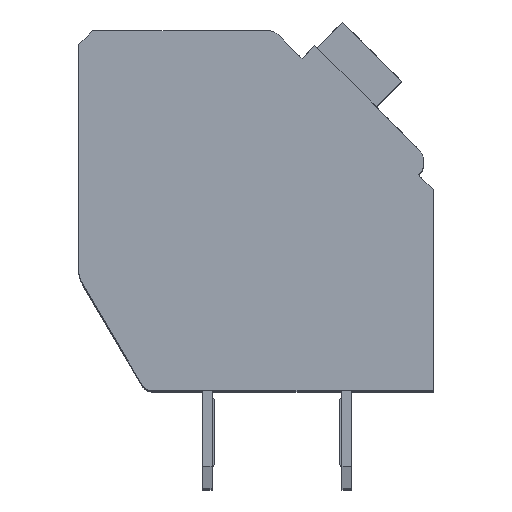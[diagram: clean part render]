
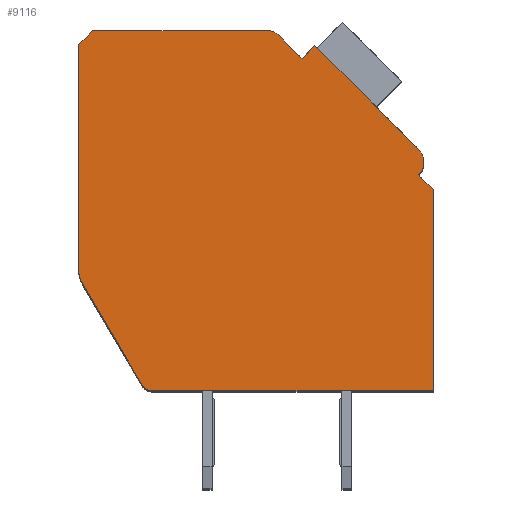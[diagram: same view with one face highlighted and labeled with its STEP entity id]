
A CAD part, top view. The second image highlights one B-rep face of the part: STEP entity #9116.
In plain terms, the highlighted planar face has unit normal (0, 0, 1).
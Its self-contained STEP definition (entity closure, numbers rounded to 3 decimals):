
#228=DIRECTION('',(0.,-1.,0.));
#229=VECTOR('',#228,8.053);
#230=CARTESIAN_POINT('',(-12.7,12.4,2.1));
#231=LINE('',#230,#229);
#232=DIRECTION('',(-0.707,-0.707,0.));
#233=VECTOR('',#232,0.707);
#234=CARTESIAN_POINT('',(-12.2,12.9,2.1));
#235=LINE('',#234,#233);
#236=DIRECTION('',(-1.,0.,0.));
#237=VECTOR('',#236,6.298);
#238=CARTESIAN_POINT('',(-5.902,12.9,2.1));
#239=LINE('',#238,#237);
#240=CARTESIAN_POINT('',(-5.902,12.4,2.1));
#241=DIRECTION('',(0.,0.,1.));
#242=DIRECTION('',(0.707,0.707,0.));
#243=AXIS2_PLACEMENT_3D('',#240,#241,#242);
#245=DIRECTION('',(-0.707,0.707,0.));
#246=VECTOR('',#245,1.197);
#247=CARTESIAN_POINT('',(-4.702,11.907,2.1));
#248=LINE('',#247,#246);
#249=DIRECTION('',(-0.707,-0.707,0.));
#250=VECTOR('',#249,0.65);
#251=CARTESIAN_POINT('',(-4.243,12.367,2.1));
#252=LINE('',#251,#250);
#253=DIRECTION('',(-0.707,0.707,0.));
#254=VECTOR('',#253,5.25);
#255=CARTESIAN_POINT('',(-0.53,8.655,2.1));
#256=LINE('',#255,#254);
#257=CARTESIAN_POINT('',(-0.99,8.195,2.1));
#258=DIRECTION('',(0.,0.,1.));
#259=DIRECTION('',(0.707,-0.707,0.));
#260=AXIS2_PLACEMENT_3D('',#257,#258,#259);
#262=DIRECTION('',(-0.707,0.707,0.));
#263=VECTOR('',#262,0.75);
#264=CARTESIAN_POINT('',(0.,7.205,2.1));
#265=LINE('',#264,#263);
#266=DIRECTION('',(0.,1.,0.));
#267=VECTOR('',#266,7.205);
#268=CARTESIAN_POINT('',(0.,0.,2.1));
#269=LINE('',#268,#267);
#270=DIRECTION('',(1.,0.,0.));
#271=VECTOR('',#270,10.014);
#272=CARTESIAN_POINT('',(-10.014,0.,2.1));
#273=LINE('',#272,#271);
#274=CARTESIAN_POINT('',(-10.014,0.5,2.1));
#275=DIRECTION('',(0.,0.,1.));
#276=DIRECTION('',(-0.862,-0.508,0.));
#277=AXIS2_PLACEMENT_3D('',#274,#275,#276);
#279=DIRECTION('',(0.508,-0.862,0.));
#280=VECTOR('',#279,4.17);
#281=CARTESIAN_POINT('',(-12.562,3.839,2.1));
#282=LINE('',#281,#280);
#283=CARTESIAN_POINT('',(-11.7,4.347,2.1));
#284=DIRECTION('',(0.,0.,1.));
#285=DIRECTION('',(-1.,0.,0.));
#286=AXIS2_PLACEMENT_3D('',#283,#284,#285);
#6815=CARTESIAN_POINT('',(-12.7,12.4,2.1));
#6816=CARTESIAN_POINT('',(-12.7,4.347,2.1));
#6817=VERTEX_POINT('',#6815);
#6818=VERTEX_POINT('',#6816);
#6819=CARTESIAN_POINT('',(-12.562,3.839,2.1));
#6820=VERTEX_POINT('',#6819);
#6821=CARTESIAN_POINT('',(-10.445,0.246,2.1));
#6822=VERTEX_POINT('',#6821);
#6823=CARTESIAN_POINT('',(-10.014,0.,2.1));
#6824=VERTEX_POINT('',#6823);
#6825=CARTESIAN_POINT('',(0.,0.,2.1));
#6826=VERTEX_POINT('',#6825);
#6827=CARTESIAN_POINT('',(0.,7.205,2.1));
#6828=VERTEX_POINT('',#6827);
#6829=CARTESIAN_POINT('',(-0.53,7.735,2.1));
#6830=VERTEX_POINT('',#6829);
#6831=CARTESIAN_POINT('',(-0.53,8.655,2.1));
#6832=VERTEX_POINT('',#6831);
#6833=CARTESIAN_POINT('',(-4.243,12.367,2.1));
#6834=VERTEX_POINT('',#6833);
#6835=CARTESIAN_POINT('',(-4.702,11.907,2.1));
#6836=VERTEX_POINT('',#6835);
#6837=CARTESIAN_POINT('',(-5.548,12.754,2.1));
#6838=VERTEX_POINT('',#6837);
#6839=CARTESIAN_POINT('',(-5.902,12.9,2.1));
#6840=VERTEX_POINT('',#6839);
#6841=CARTESIAN_POINT('',(-12.2,12.9,2.1));
#6842=VERTEX_POINT('',#6841);
#9083=CARTESIAN_POINT('',(0.,0.,2.1));
#9084=DIRECTION('',(0.,0.,1.));
#9085=DIRECTION('',(1.,0.,0.));
#9086=AXIS2_PLACEMENT_3D('',#9083,#9084,#9085);
#9087=PLANE('',#9086);
#9088=ORIENTED_EDGE('',*,*,#8905,.F.);
#9090=ORIENTED_EDGE('',*,*,#9089,.F.);
#9092=ORIENTED_EDGE('',*,*,#9091,.F.);
#9094=ORIENTED_EDGE('',*,*,#9093,.F.);
#9096=ORIENTED_EDGE('',*,*,#9095,.F.);
#9098=ORIENTED_EDGE('',*,*,#9097,.F.);
#9100=ORIENTED_EDGE('',*,*,#9099,.F.);
#9102=ORIENTED_EDGE('',*,*,#9101,.F.);
#9104=ORIENTED_EDGE('',*,*,#9103,.F.);
#9106=ORIENTED_EDGE('',*,*,#9105,.F.);
#9108=ORIENTED_EDGE('',*,*,#9107,.F.);
#9110=ORIENTED_EDGE('',*,*,#9109,.F.);
#9112=ORIENTED_EDGE('',*,*,#9111,.F.);
#9113=ORIENTED_EDGE('',*,*,#8986,.F.);
#9114=EDGE_LOOP('',(#9088,#9090,#9092,#9094,#9096,#9098,#9100,#9102,#9104,#9106,
#9108,#9110,#9112,#9113));
#9115=FACE_OUTER_BOUND('',#9114,.F.);
#244=CIRCLE('',#243,0.5);
#261=CIRCLE('',#260,0.65);
#278=CIRCLE('',#277,0.5);
#287=CIRCLE('',#286,1.);
#8905=EDGE_CURVE('',#6817,#6818,#231,.T.);
#8986=EDGE_CURVE('',#6818,#6820,#287,.T.);
#9089=EDGE_CURVE('',#6842,#6817,#235,.T.);
#9091=EDGE_CURVE('',#6840,#6842,#239,.T.);
#9093=EDGE_CURVE('',#6838,#6840,#244,.T.);
#9095=EDGE_CURVE('',#6836,#6838,#248,.T.);
#9097=EDGE_CURVE('',#6834,#6836,#252,.T.);
#9099=EDGE_CURVE('',#6832,#6834,#256,.T.);
#9101=EDGE_CURVE('',#6830,#6832,#261,.T.);
#9103=EDGE_CURVE('',#6828,#6830,#265,.T.);
#9105=EDGE_CURVE('',#6826,#6828,#269,.T.);
#9107=EDGE_CURVE('',#6824,#6826,#273,.T.);
#9109=EDGE_CURVE('',#6822,#6824,#278,.T.);
#9111=EDGE_CURVE('',#6820,#6822,#282,.T.);
#9116=ADVANCED_FACE('',(#9115),#9087,.T.);
